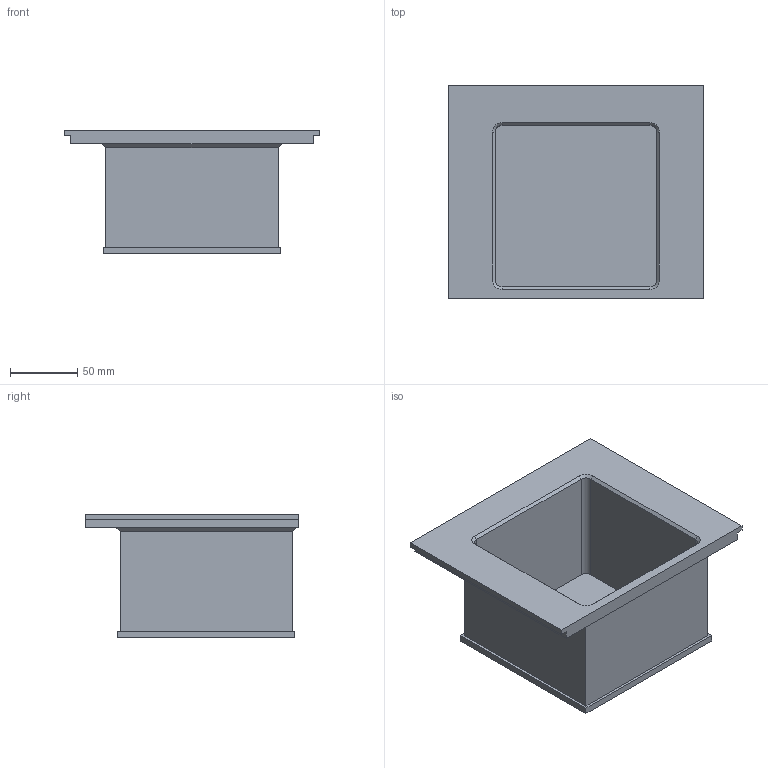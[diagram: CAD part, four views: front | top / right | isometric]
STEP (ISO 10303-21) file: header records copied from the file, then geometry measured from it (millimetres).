
FILE_DESCRIPTION(/* description */ (''),/* implementation_level */ '2;1');
FILE_NAME(/* name */ 'Tesla Model Y Mason Jar Cupholder.step',/* time_stamp */ '2025-03-28T20:51:26-05:00',/* author */ (''),/* organization */ (''),/* preprocessor_version */ 'ST-DEVELOPER v20.1',/* originating_system */ 'Autodesk Translation Framework v14.4.0.0',/* authorisation */ '');
FILE_SCHEMA (('AUTOMOTIVE_DESIGN { 1 0 10303 214 3 1 1 }'));
Length unit declared in the file: millimetre
Products named in the file (1): Tesla Model Y Mason Jar Cupholder
Bounding box: 190 x 159 x 91.9 mm (x, y, z)
Volume: 362746.2 mm3; surface area: 157908.6 mm2
Topology: 2 solids, 2 shells, 46 faces, 108 edges, 68 vertices
Faces by surface type: plane 38, cone 4, cylinder 4
Entity records: 1324 total; most frequent: CARTESIAN_POINT 223, ORIENTED_EDGE 216, DIRECTION 214, EDGE_CURVE 108, LINE 96, VECTOR 96, VERTEX_POINT 68, AXIS2_PLACEMENT_3D 59
